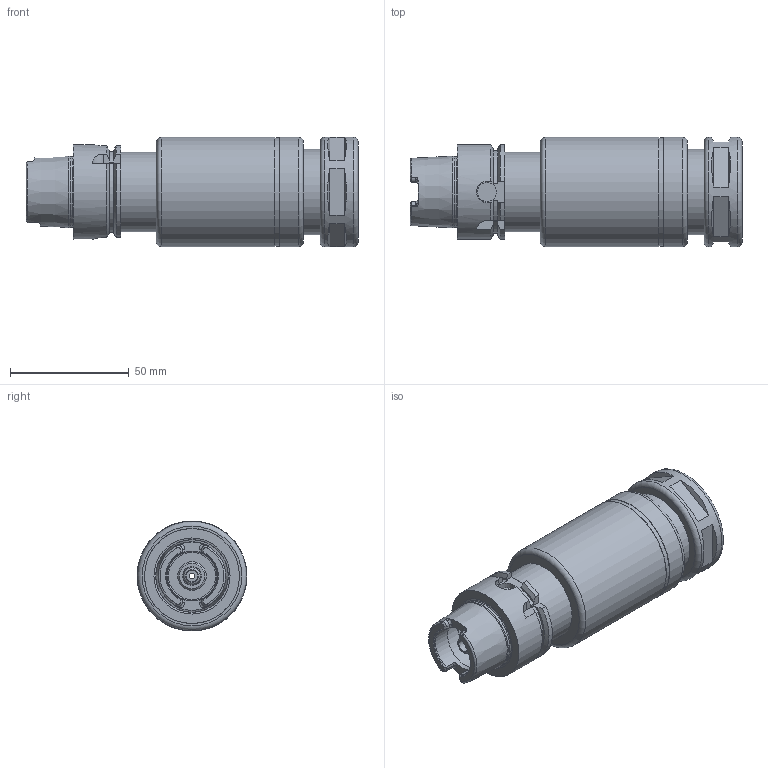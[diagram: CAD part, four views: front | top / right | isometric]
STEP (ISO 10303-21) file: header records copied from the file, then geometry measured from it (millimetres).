
FILE_DESCRIPTION((''),'2;1');
FILE_NAME('536013122120-3D.stp','2020-01-07T13:39:30',('nttooll'),(''),'Autodesk Inventor 2012','Autodesk Inventor 2012','');
FILE_SCHEMA(('AUTOMOTIVE_DESIGN { 1 0 10303 214 1 1 1 1 }'));
Length unit declared in the file: millimetre
Products named in the file (1): 536013122120-3D
Bounding box: 140 x 46.3 x 46.3 mm (x, y, z)
Volume: 129321.9 mm3; surface area: 38121.9 mm2
Topology: 2 solids, 2 shells, 193 faces, 425 edges, 263 vertices
Faces by surface type: plane 86, cylinder 54, cone 32, torus 21
Full cylindrical faces by diameter (mm): 2.5 x1, 5 x1, 5.103 x1, 6.5 x1, 7.5 x1, 8 x2, 8.5 x1, 9 x1, 12 x1, 17.5 x1, 18 x1, 21 x1, 21.8 x2, 22.3 x1, 23 x2, 24 x1, 25.5 x1, 28 x1, 29.8 x1, 30.4 x1, 32.5 x1, 33.5 x1, 36 x2, 40 x1, 45.6 x1, 46 x2, 46.3 x1
Entity records: 5117 total; most frequent: CARTESIAN_POINT 1064, DIRECTION 881, ORIENTED_EDGE 716, AXIS2_PLACEMENT_3D 373, EDGE_CURVE 358, EDGE_LOOP 287, VERTEX_POINT 258, FACE_OUTER_BOUND 193
